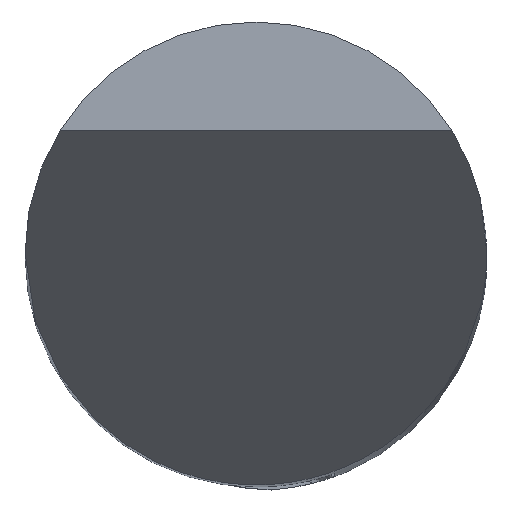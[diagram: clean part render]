
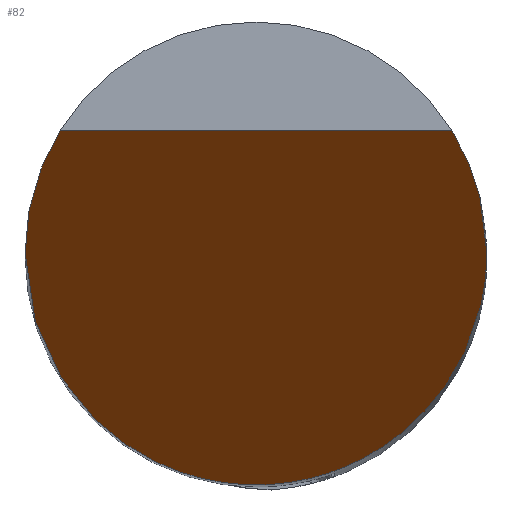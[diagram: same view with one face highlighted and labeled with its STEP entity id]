
A CAD part, top view. The second image highlights one B-rep face of the part: STEP entity #82.
In plain terms, the highlighted planar face has unit normal (0, -0.866, 0.5).
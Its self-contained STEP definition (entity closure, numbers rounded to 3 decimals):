
#82=ADVANCED_FACE('',(#121),#103,.F.);
#103=PLANE('',#508);
#121=FACE_OUTER_BOUND('',#146,.T.);
#146=EDGE_LOOP('',(#197,#198,#199,#200));
#197=ORIENTED_EDGE('',*,*,#347,.T.);
#198=ORIENTED_EDGE('',*,*,#348,.T.);
#199=ORIENTED_EDGE('',*,*,#349,.T.);
#200=ORIENTED_EDGE('',*,*,#350,.T.);
#300=VERTEX_POINT('',#772);
#301=VERTEX_POINT('',#773);
#302=VERTEX_POINT('',#778);
#303=VERTEX_POINT('',#780);
#347=EDGE_CURVE('',#300,#301,#450,.T.);
#348=EDGE_CURVE('',#301,#302,#451,.T.);
#349=EDGE_CURVE('',#302,#303,#395,.T.);
#350=EDGE_CURVE('',#303,#300,#452,.T.);
#395=LINE('',#779,#419);
#419=VECTOR('',#568,1.);
#450=(
BOUNDED_CURVE()
B_SPLINE_CURVE(3,(#768,#769,#770,#771),.UNSPECIFIED.,.F.,.F.)
B_SPLINE_CURVE_WITH_KNOTS((4,4),(0.,1.),.UNSPECIFIED.)
CURVE()
GEOMETRIC_REPRESENTATION_ITEM()
RATIONAL_B_SPLINE_CURVE((1.,0.333,0.333,1.))
REPRESENTATION_ITEM('')
);
#451=(
BOUNDED_CURVE()
B_SPLINE_CURVE(3,(#774,#775,#776,#777),.UNSPECIFIED.,.F.,.F.)
B_SPLINE_CURVE_WITH_KNOTS((4,4),(0.,1.),.UNSPECIFIED.)
CURVE()
GEOMETRIC_REPRESENTATION_ITEM()
RATIONAL_B_SPLINE_CURVE((1.,0.974,0.974,1.))
REPRESENTATION_ITEM('')
);
#452=(
BOUNDED_CURVE()
B_SPLINE_CURVE(3,(#781,#782,#783,#784),.UNSPECIFIED.,.F.,.F.)
B_SPLINE_CURVE_WITH_KNOTS((4,4),(0.,1.),.UNSPECIFIED.)
CURVE()
GEOMETRIC_REPRESENTATION_ITEM()
RATIONAL_B_SPLINE_CURVE((1.,0.974,0.974,1.))
REPRESENTATION_ITEM('')
);
#508=AXIS2_PLACEMENT_3D('',#785,#569,#570);
#568=DIRECTION('',(-1.,0.,0.));
#569=DIRECTION('',(0.,0.866,-0.5));
#570=DIRECTION('',(0.,0.5,0.866));
#768=CARTESIAN_POINT('',(-3.,0.,0.));
#769=CARTESIAN_POINT('',(-3.,-6.,-10.392));
#770=CARTESIAN_POINT('',(3.,-6.,-10.392));
#771=CARTESIAN_POINT('',(3.,0.,0.));
#772=CARTESIAN_POINT('',(-3.,0.,0.));
#773=CARTESIAN_POINT('',(3.,0.,0.));
#774=CARTESIAN_POINT('',(3.,0.,0.));
#775=CARTESIAN_POINT('',(3.,0.565,0.979));
#776=CARTESIAN_POINT('',(2.844,1.108,1.92));
#777=CARTESIAN_POINT('',(2.545,1.588,2.75));
#778=CARTESIAN_POINT('',(2.545,1.588,2.75));
#779=CARTESIAN_POINT('',(0.,1.588,2.75));
#780=CARTESIAN_POINT('',(-2.545,1.588,2.75));
#781=CARTESIAN_POINT('',(-2.545,1.588,2.75));
#782=CARTESIAN_POINT('',(-2.844,1.108,1.92));
#783=CARTESIAN_POINT('',(-3.,0.565,0.979));
#784=CARTESIAN_POINT('',(-3.,0.,0.));
#785=CARTESIAN_POINT('',(3.,-3.,-5.196));
